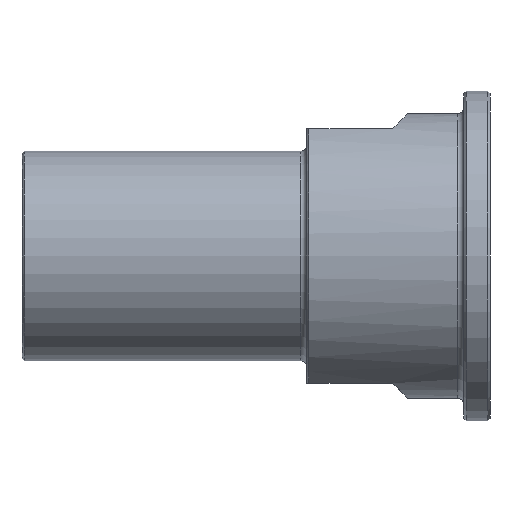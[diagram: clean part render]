
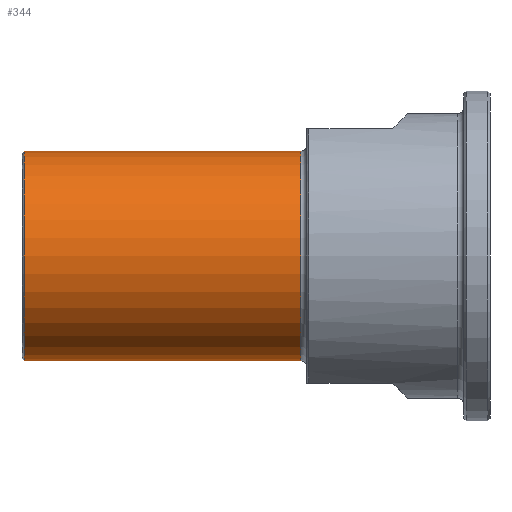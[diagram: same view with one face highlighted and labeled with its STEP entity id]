
A CAD part, front view. The second image highlights one B-rep face of the part: STEP entity #344.
In plain terms, the highlighted cylindrical face has radius 14 mm (diameter 28 mm), a full revolution.
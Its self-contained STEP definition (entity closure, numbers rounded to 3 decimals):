
#34=CIRCLE('',#392,14.);
#35=CIRCLE('',#393,14.);
#38=CIRCLE('',#398,14.);
#39=CIRCLE('',#399,14.);
#56=CYLINDRICAL_SURFACE('',#397,14.);
#71=FACE_OUTER_BOUND('',#93,.T.);
#93=EDGE_LOOP('',(#268,#269,#270,#271,#272,#273));
#119=LINE('',#612,#136);
#136=VECTOR('',#483,14.);
#160=VERTEX_POINT('',#598);
#161=VERTEX_POINT('',#599);
#164=VERTEX_POINT('',#609);
#165=VERTEX_POINT('',#610);
#199=EDGE_CURVE('',#160,#161,#34,.T.);
#200=EDGE_CURVE('',#161,#160,#35,.T.);
#204=EDGE_CURVE('',#164,#165,#38,.T.);
#205=EDGE_CURVE('',#164,#161,#119,.T.);
#206=EDGE_CURVE('',#165,#164,#39,.T.);
#268=ORIENTED_EDGE('',*,*,#204,.F.);
#269=ORIENTED_EDGE('',*,*,#205,.T.);
#270=ORIENTED_EDGE('',*,*,#199,.F.);
#271=ORIENTED_EDGE('',*,*,#200,.F.);
#272=ORIENTED_EDGE('',*,*,#205,.F.);
#273=ORIENTED_EDGE('',*,*,#206,.F.);
#344=ADVANCED_FACE('',(#71),#56,.T.);
#392=AXIS2_PLACEMENT_3D('',#600,#468,#469);
#393=AXIS2_PLACEMENT_3D('',#601,#470,#471);
#397=AXIS2_PLACEMENT_3D('',#608,#479,#480);
#398=AXIS2_PLACEMENT_3D('',#611,#481,#482);
#399=AXIS2_PLACEMENT_3D('',#613,#484,#485);
#468=DIRECTION('center_axis',(-1.,0.,0.));
#469=DIRECTION('ref_axis',(0.,-1.,0.));
#470=DIRECTION('center_axis',(-1.,0.,0.));
#471=DIRECTION('ref_axis',(0.,-1.,0.));
#479=DIRECTION('center_axis',(1.,0.,0.));
#480=DIRECTION('ref_axis',(0.,1.,0.));
#481=DIRECTION('center_axis',(1.,0.,0.));
#482=DIRECTION('ref_axis',(0.,-1.,0.));
#483=DIRECTION('',(-1.,0.,0.));
#484=DIRECTION('center_axis',(1.,0.,0.));
#485=DIRECTION('ref_axis',(0.,-1.,0.));
#598=CARTESIAN_POINT('',(-62.2,14.,0.));
#599=CARTESIAN_POINT('',(-62.2,-14.,0.));
#600=CARTESIAN_POINT('Origin',(-62.2,0.,0.));
#601=CARTESIAN_POINT('Origin',(-62.2,0.,0.));
#608=CARTESIAN_POINT('Origin',(-43.5,0.,0.));
#609=CARTESIAN_POINT('',(-25.3,-14.,0.));
#610=CARTESIAN_POINT('',(-25.3,0.,14.));
#611=CARTESIAN_POINT('Origin',(-25.3,0.,0.));
#612=CARTESIAN_POINT('',(-43.5,-14.,0.));
#613=CARTESIAN_POINT('Origin',(-25.3,0.,0.));
